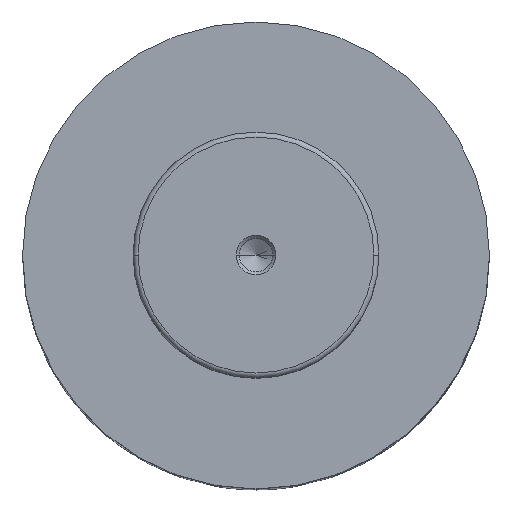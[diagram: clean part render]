
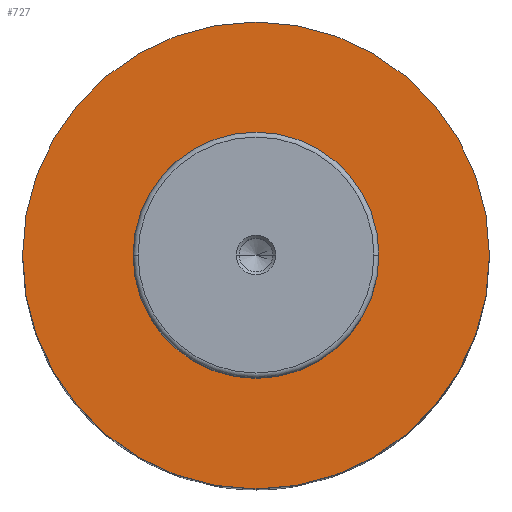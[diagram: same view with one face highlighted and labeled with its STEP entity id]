
A CAD part, top view. The second image highlights one B-rep face of the part: STEP entity #727.
In plain terms, the highlighted planar face has unit normal (0, 0, 1).
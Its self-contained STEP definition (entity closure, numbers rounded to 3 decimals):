
#11 = EDGE_LOOP ( 'NONE', ( #2181, #1982 ) ) ;
#22 = CIRCLE ( 'NONE', #458, 47.5 ) ;
#160 = AXIS2_PLACEMENT_3D ( 'NONE', #1534, #1508, #1486 ) ;
#188 = DIRECTION ( 'NONE',  ( -1., 0., 0. ) ) ;
#195 = DIRECTION ( 'NONE',  ( 0., 0., -1. ) ) ;
#205 = CARTESIAN_POINT ( 'NONE',  ( 0., 0., 117. ) ) ;
#221 = CARTESIAN_POINT ( 'NONE',  ( 0., 0., 117. ) ) ;
#385 = CARTESIAN_POINT ( 'NONE',  ( 25., 0., 117. ) ) ;
#397 = VERTEX_POINT ( 'NONE', #385 ) ;
#417 = ORIENTED_EDGE ( 'NONE', *, *, #747, .T. ) ;
#426 = AXIS2_PLACEMENT_3D ( 'NONE', #1682, #1680, #1673 ) ;
#444 = EDGE_CURVE ( 'NONE', #1880, #1802, #22, .T. ) ;
#458 = AXIS2_PLACEMENT_3D ( 'NONE', #205, #195, #188 ) ;
#727 = ADVANCED_FACE ( 'NONE', ( #2194, #2199 ), #1811, .T. ) ;
#747 = EDGE_CURVE ( 'NONE', #1781, #397, #2130, .T. ) ;
#792 = EDGE_CURVE ( 'NONE', #397, #1781, #2099, .T. ) ;
#948 = CARTESIAN_POINT ( 'NONE',  ( 47.5, 0., 117. ) ) ;
#1123 = CIRCLE ( 'NONE', #1770, 47.5 ) ;
#1269 = CARTESIAN_POINT ( 'NONE',  ( -47.5, 0., 117. ) ) ;
#1270 = ORIENTED_EDGE ( 'NONE', *, *, #792, .T. ) ;
#1308 = DIRECTION ( 'NONE',  ( -1., 0., 0. ) ) ;
#1309 = DIRECTION ( 'NONE',  ( 0., 0., -1. ) ) ;
#1313 = CARTESIAN_POINT ( 'NONE',  ( 0., 0., 117. ) ) ;
#1422 = CARTESIAN_POINT ( 'NONE',  ( -25., 0., 117. ) ) ;
#1486 = DIRECTION ( 'NONE',  ( -1., 0., 0. ) ) ;
#1508 = DIRECTION ( 'NONE',  ( 0., 0., -1. ) ) ;
#1534 = CARTESIAN_POINT ( 'NONE',  ( 0., 0., 117. ) ) ;
#1583 = EDGE_CURVE ( 'NONE', #1802, #1880, #1123, .T. ) ;
#1641 = DIRECTION ( 'NONE',  ( -1., 0., 0. ) ) ;
#1673 = DIRECTION ( 'NONE',  ( 1., 0., 0. ) ) ;
#1680 = DIRECTION ( 'NONE',  ( 0., 0., 1. ) ) ;
#1682 = CARTESIAN_POINT ( 'NONE',  ( -25., 0., 117. ) ) ;
#1770 = AXIS2_PLACEMENT_3D ( 'NONE', #221, #2063, #1641 ) ;
#1781 = VERTEX_POINT ( 'NONE', #1422 ) ;
#1802 = VERTEX_POINT ( 'NONE', #1269 ) ;
#1811 = PLANE ( 'NONE',  #426 ) ;
#1880 = VERTEX_POINT ( 'NONE', #948 ) ;
#1982 = ORIENTED_EDGE ( 'NONE', *, *, #444, .F. ) ;
#2023 = EDGE_LOOP ( 'NONE', ( #417, #1270 ) ) ;
#2063 = DIRECTION ( 'NONE',  ( 0., 0., -1. ) ) ;
#2099 = CIRCLE ( 'NONE', #2200, 25. ) ;
#2130 = CIRCLE ( 'NONE', #160, 25. ) ;
#2181 = ORIENTED_EDGE ( 'NONE', *, *, #1583, .F. ) ;
#2194 = FACE_BOUND ( 'NONE', #2023, .T. ) ;
#2199 = FACE_OUTER_BOUND ( 'NONE', #11, .T. ) ;
#2200 = AXIS2_PLACEMENT_3D ( 'NONE', #1313, #1309, #1308 ) ;
